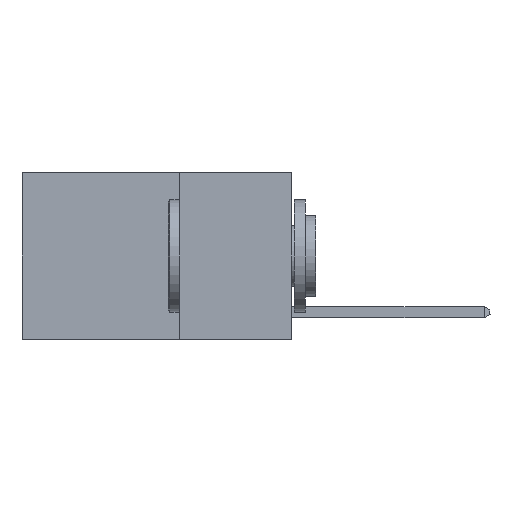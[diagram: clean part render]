
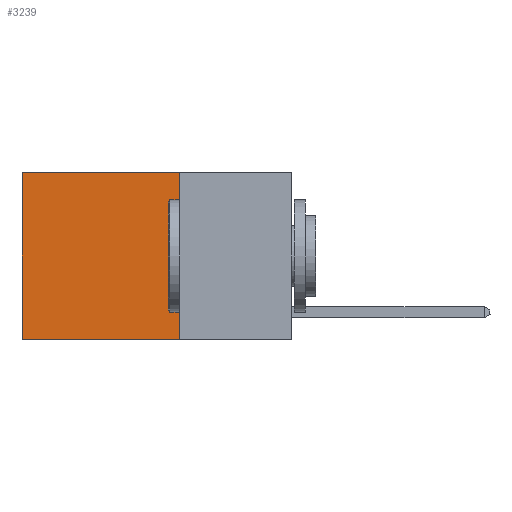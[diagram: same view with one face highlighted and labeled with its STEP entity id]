
A CAD part, left-side view. The second image highlights one B-rep face of the part: STEP entity #3239.
In plain terms, the highlighted planar face has unit normal (-1, 0, 0).
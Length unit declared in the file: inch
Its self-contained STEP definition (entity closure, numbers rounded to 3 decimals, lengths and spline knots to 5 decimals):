
#290 = VERTEX_POINT ( 'NONE', #6666 ) ;
#409 = DIRECTION ( 'NONE',  ( 0., 1., 0. ) ) ;
#491 = EDGE_CURVE ( 'NONE', #290, #2263, #1950, .T. ) ;
#617 = CARTESIAN_POINT ( 'NONE',  ( 0.2625, 0.6, 0. ) ) ;
#856 = ORIENTED_EDGE ( 'NONE', *, *, #491, .F. ) ;
#1178 = EDGE_LOOP ( 'NONE', ( #1404, #856, #9544, #8745 ) ) ;
#1404 = ORIENTED_EDGE ( 'NONE', *, *, #2067, .T. ) ;
#1950 = LINE ( 'NONE', #5089, #6017 ) ;
#2067 = EDGE_CURVE ( 'NONE', #9141, #2263, #7639, .T. ) ;
#2263 = VERTEX_POINT ( 'NONE', #6241 ) ;
#2335 = LINE ( 'NONE', #9422, #5742 ) ;
#2855 = CARTESIAN_POINT ( 'NONE',  ( 0.2625, 0.25, 0. ) ) ;
#3239 = ADVANCED_FACE ( 'NONE', ( #6725 ), #5148, .F. ) ;
#3327 = LINE ( 'NONE', #7945, #5092 ) ;
#4450 = DIRECTION ( 'NONE',  ( 0., 0., -1. ) ) ;
#5089 = CARTESIAN_POINT ( 'NONE',  ( 0.2625, 0.25, -0.37 ) ) ;
#5092 = VECTOR ( 'NONE', #8943, 39.37008 ) ;
#5148 = PLANE ( 'NONE',  #5881 ) ;
#5495 = DIRECTION ( 'NONE',  ( 0., 0., -1. ) ) ;
#5742 = VECTOR ( 'NONE', #5495, 39.37008 ) ;
#5881 = AXIS2_PLACEMENT_3D ( 'NONE', #2855, #5961, #4450 ) ;
#5961 = DIRECTION ( 'NONE',  ( 1., 0., 0. ) ) ;
#6017 = VECTOR ( 'NONE', #409, 39.37008 ) ;
#6241 = CARTESIAN_POINT ( 'NONE',  ( 0.2625, 0.6, -0.37 ) ) ;
#6549 = CARTESIAN_POINT ( 'NONE',  ( 0.2625, 0.6, 0. ) ) ;
#6666 = CARTESIAN_POINT ( 'NONE',  ( 0.2625, 0.25, -0.37 ) ) ;
#6725 = FACE_OUTER_BOUND ( 'NONE', #1178, .T. ) ;
#6761 = DIRECTION ( 'NONE',  ( 0., 0., -1. ) ) ;
#6790 = VERTEX_POINT ( 'NONE', #9099 ) ;
#7155 = EDGE_CURVE ( 'NONE', #6790, #290, #2335, .T. ) ;
#7216 = EDGE_CURVE ( 'NONE', #6790, #9141, #3327, .T. ) ;
#7639 = LINE ( 'NONE', #617, #9343 ) ;
#7945 = CARTESIAN_POINT ( 'NONE',  ( 0.2625, 0.25, 0. ) ) ;
#8745 = ORIENTED_EDGE ( 'NONE', *, *, #7216, .T. ) ;
#8943 = DIRECTION ( 'NONE',  ( 0., 1., 0. ) ) ;
#9099 = CARTESIAN_POINT ( 'NONE',  ( 0.2625, 0.25, 0. ) ) ;
#9141 = VERTEX_POINT ( 'NONE', #6549 ) ;
#9343 = VECTOR ( 'NONE', #6761, 39.37008 ) ;
#9422 = CARTESIAN_POINT ( 'NONE',  ( 0.2625, 0.25, 0. ) ) ;
#9544 = ORIENTED_EDGE ( 'NONE', *, *, #7155, .F. ) ;
